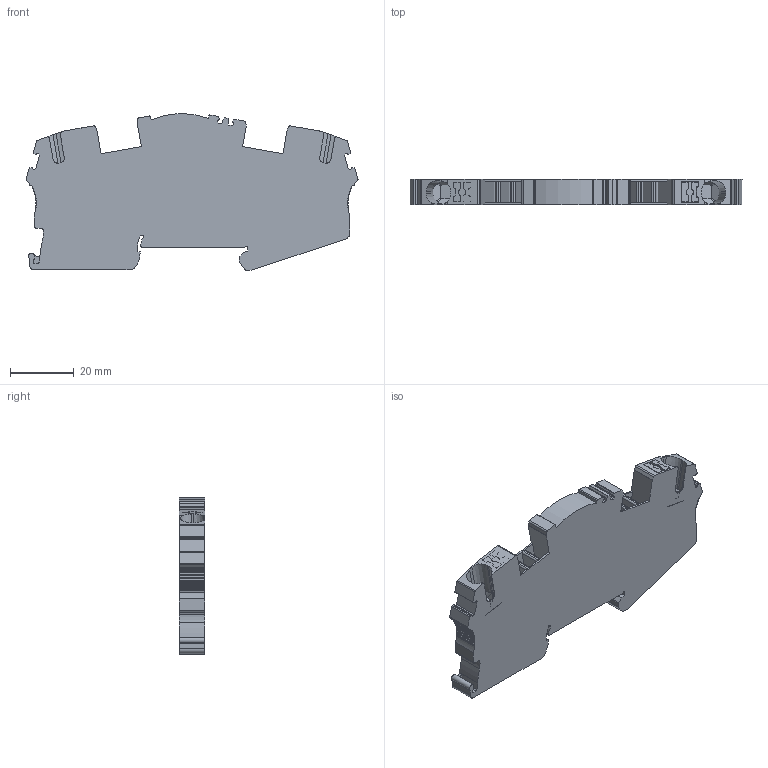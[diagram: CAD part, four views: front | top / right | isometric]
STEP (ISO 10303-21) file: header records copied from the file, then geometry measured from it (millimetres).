
FILE_DESCRIPTION(/* description */ ('Unknown'),/* implementation_level */ '2;1');
FILE_NAME(/* name */ 'PQD6_SOLID',/* time_stamp */ '2023-02-10T12:52:20+05:00',/* author */ ('Unknown'),/* organization */ ('Unknown'),/* preprocessor_version */ 'ST-DEVELOPER v16.7',/* originating_system */ 'Solid Edge',/* authorisation */ 'Unknown');
FILE_SCHEMA (('AUTOMOTIVE_DESIGN {1 0 10303 214 3 1 1}'));
Length unit declared in the file: millimetre
Products named in the file (1): Part2
Bounding box: 104.19 x 8 x 49.12 mm (x, y, z)
Volume: 27849.4 mm3; surface area: 13205.8 mm2
Topology: 1 solids, 1 shells, 339 faces, 991 edges, 661 vertices
Faces by surface type: plane 189, cylinder 138, cone 8, bspline 4
Entity records: 13862 total; most frequent: CARTESIAN_POINT 2275, ORIENTED_EDGE 1982, DIRECTION 1906, EDGE_CURVE 991, VERTEX_POINT 661, LINE 660, VECTOR 660, AXIS2_PLACEMENT_3D 623
